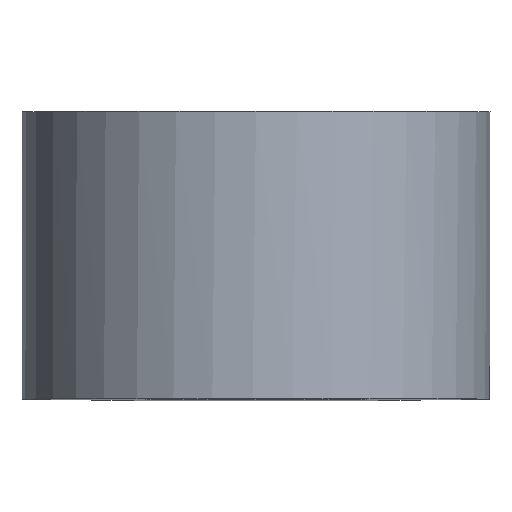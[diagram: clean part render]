
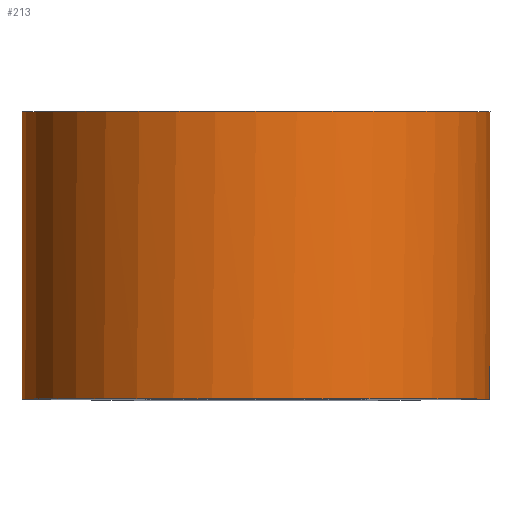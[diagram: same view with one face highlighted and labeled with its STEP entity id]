
A CAD part, top view. The second image highlights one B-rep face of the part: STEP entity #213.
In plain terms, the highlighted cylindrical face has radius 3.5 mm (diameter 7 mm), a full revolution.
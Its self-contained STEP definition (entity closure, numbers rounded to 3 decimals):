
#16=CYLINDRICAL_SURFACE('',#252,3.5);
#29=FACE_OUTER_BOUND('',#42,.T.);
#42=EDGE_LOOP('',(#166,#167,#168,#169,#170,#171,#172,#173,#174));
#53=CIRCLE('',#242,3.5);
#54=CIRCLE('',#243,3.5);
#57=CIRCLE('',#248,3.5);
#59=CIRCLE('',#253,3.5);
#60=CIRCLE('',#254,3.5);
#73=LINE('',#362,#85);
#76=LINE('',#372,#88);
#77=LINE('',#377,#89);
#85=VECTOR('',#289,2.);
#88=VECTOR('',#302,2.);
#89=VECTOR('',#307,3.5);
#94=VERTEX_POINT('',#344);
#96=VERTEX_POINT('',#348);
#97=VERTEX_POINT('',#350);
#100=VERTEX_POINT('',#358);
#102=VERTEX_POINT('',#364);
#104=VERTEX_POINT('',#374);
#105=VERTEX_POINT('',#375);
#117=EDGE_CURVE('',#97,#96,#53,.T.);
#118=EDGE_CURVE('',#94,#97,#54,.T.);
#123=EDGE_CURVE('',#94,#100,#73,.T.);
#124=EDGE_CURVE('',#102,#100,#57,.T.);
#128=EDGE_CURVE('',#102,#96,#76,.T.);
#129=EDGE_CURVE('',#104,#105,#59,.T.);
#130=EDGE_CURVE('',#105,#97,#77,.T.);
#131=EDGE_CURVE('',#105,#104,#60,.T.);
#166=ORIENTED_EDGE('',*,*,#129,.T.);
#167=ORIENTED_EDGE('',*,*,#130,.T.);
#168=ORIENTED_EDGE('',*,*,#117,.T.);
#169=ORIENTED_EDGE('',*,*,#128,.F.);
#170=ORIENTED_EDGE('',*,*,#124,.T.);
#171=ORIENTED_EDGE('',*,*,#123,.F.);
#172=ORIENTED_EDGE('',*,*,#118,.T.);
#173=ORIENTED_EDGE('',*,*,#130,.F.);
#174=ORIENTED_EDGE('',*,*,#131,.T.);
#213=ADVANCED_FACE('',(#29),#16,.T.);
#242=AXIS2_PLACEMENT_3D('',#351,#277,#278);
#243=AXIS2_PLACEMENT_3D('',#352,#279,#280);
#248=AXIS2_PLACEMENT_3D('',#365,#292,#293);
#252=AXIS2_PLACEMENT_3D('',#373,#303,#304);
#253=AXIS2_PLACEMENT_3D('',#376,#305,#306);
#254=AXIS2_PLACEMENT_3D('',#378,#308,#309);
#277=DIRECTION('center_axis',(0.,1.,0.));
#278=DIRECTION('ref_axis',(1.,0.,0.));
#279=DIRECTION('center_axis',(0.,1.,0.));
#280=DIRECTION('ref_axis',(1.,0.,0.));
#289=DIRECTION('',(0.,1.,0.));
#292=DIRECTION('center_axis',(0.,1.,0.));
#293=DIRECTION('ref_axis',(0.99,0.,-0.143));
#302=DIRECTION('',(0.,-1.,0.));
#303=DIRECTION('center_axis',(0.,1.,0.));
#304=DIRECTION('ref_axis',(1.,0.,0.));
#305=DIRECTION('center_axis',(0.,-1.,0.));
#306=DIRECTION('ref_axis',(0.99,0.,-0.143));
#307=DIRECTION('',(0.,-1.,0.));
#308=DIRECTION('center_axis',(0.,-1.,0.));
#309=DIRECTION('ref_axis',(0.99,0.,-0.143));
#344=CARTESIAN_POINT('',(-3.464,0.,-0.5));
#348=CARTESIAN_POINT('',(3.464,0.,-0.5));
#350=CARTESIAN_POINT('',(-3.5,0.,0.));
#351=CARTESIAN_POINT('Origin',(0.,0.,0.));
#352=CARTESIAN_POINT('Origin',(0.,0.,0.));
#358=CARTESIAN_POINT('',(-3.464,2.,-0.5));
#362=CARTESIAN_POINT('',(-3.464,0.,-0.5));
#364=CARTESIAN_POINT('',(3.464,2.,-0.5));
#365=CARTESIAN_POINT('Origin',(0.,2.,0.));
#372=CARTESIAN_POINT('',(3.464,2.,-0.5));
#373=CARTESIAN_POINT('Origin',(0.,0.,0.));
#374=CARTESIAN_POINT('',(3.5,4.3,0.));
#375=CARTESIAN_POINT('',(-3.5,4.3,0.));
#376=CARTESIAN_POINT('Origin',(0.,4.3,0.));
#377=CARTESIAN_POINT('',(-3.5,0.,0.));
#378=CARTESIAN_POINT('Origin',(0.,4.3,0.));
